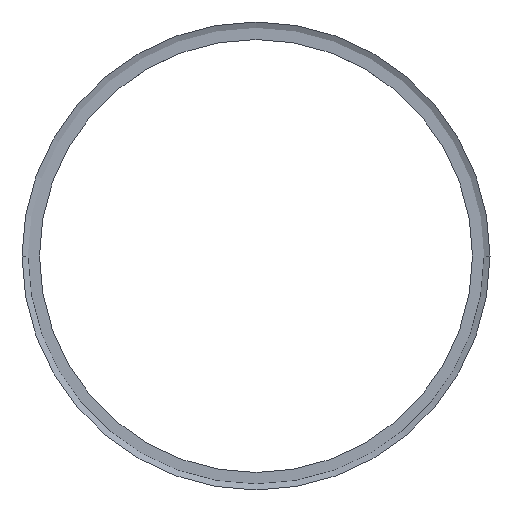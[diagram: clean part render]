
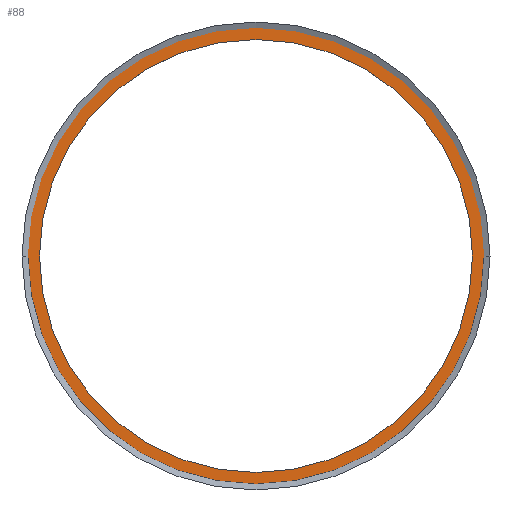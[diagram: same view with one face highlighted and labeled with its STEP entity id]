
A CAD part, top view. The second image highlights one B-rep face of the part: STEP entity #88.
In plain terms, the highlighted planar face has unit normal (0, 0, 1).
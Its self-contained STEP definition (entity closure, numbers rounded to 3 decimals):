
#1 = VERTEX_POINT ( 'NONE', #155 ) ;
#3 = AXIS2_PLACEMENT_3D ( 'NONE', #71, #281, #280 ) ;
#10 = DIRECTION ( 'NONE',  ( 0., 0., 1. ) ) ;
#24 = ORIENTED_EDGE ( 'NONE', *, *, #85, .F. ) ;
#34 = AXIS2_PLACEMENT_3D ( 'NONE', #79, #157, #268 ) ;
#51 = CIRCLE ( 'NONE', #34, 83.505 ) ;
#62 = AXIS2_PLACEMENT_3D ( 'NONE', #178, #72, #263 ) ;
#66 = CARTESIAN_POINT ( 'NONE',  ( -83.505, 0., -1. ) ) ;
#71 = CARTESIAN_POINT ( 'NONE',  ( 0., 0., -1. ) ) ;
#72 = DIRECTION ( 'NONE',  ( 0., 0., -1. ) ) ;
#76 = FACE_OUTER_BOUND ( 'NONE', #100, .T. ) ;
#79 = CARTESIAN_POINT ( 'NONE',  ( 0., 0., -1. ) ) ;
#80 = VERTEX_POINT ( 'NONE', #277 ) ;
#85 = EDGE_CURVE ( 'NONE', #80, #207, #217, .T. ) ;
#86 = AXIS2_PLACEMENT_3D ( 'NONE', #116, #276, #143 ) ;
#88 = ADVANCED_FACE ( 'NONE', ( #210, #76 ), #221, .F. ) ;
#100 = EDGE_LOOP ( 'NONE', ( #124, #107 ) ) ;
#105 = ORIENTED_EDGE ( 'NONE', *, *, #196, .F. ) ;
#106 = CARTESIAN_POINT ( 'NONE',  ( 0., 0., -1. ) ) ;
#107 = ORIENTED_EDGE ( 'NONE', *, *, #119, .T. ) ;
#116 = CARTESIAN_POINT ( 'NONE',  ( 0., 0., -1. ) ) ;
#119 = EDGE_CURVE ( 'NONE', #236, #1, #266, .T. ) ;
#124 = ORIENTED_EDGE ( 'NONE', *, *, #152, .T. ) ;
#130 = DIRECTION ( 'NONE',  ( 1., 0., 0. ) ) ;
#143 = DIRECTION ( 'NONE',  ( 1., 0., 0. ) ) ;
#152 = EDGE_CURVE ( 'NONE', #1, #236, #51, .T. ) ;
#155 = CARTESIAN_POINT ( 'NONE',  ( 83.505, 0., -1. ) ) ;
#157 = DIRECTION ( 'NONE',  ( 0., 0., 1. ) ) ;
#160 = CIRCLE ( 'NONE', #86, 79.25 ) ;
#178 = CARTESIAN_POINT ( 'NONE',  ( -79.25, 0., -1. ) ) ;
#196 = EDGE_CURVE ( 'NONE', #207, #80, #160, .T. ) ;
#207 = VERTEX_POINT ( 'NONE', #213 ) ;
#210 = FACE_BOUND ( 'NONE', #227, .T. ) ;
#213 = CARTESIAN_POINT ( 'NONE',  ( -79.25, 0., -1. ) ) ;
#217 = CIRCLE ( 'NONE', #3, 79.25 ) ;
#221 = PLANE ( 'NONE',  #62 ) ;
#227 = EDGE_LOOP ( 'NONE', ( #24, #105 ) ) ;
#236 = VERTEX_POINT ( 'NONE', #66 ) ;
#263 = DIRECTION ( 'NONE',  ( -1., 0., 0. ) ) ;
#266 = CIRCLE ( 'NONE', #308, 83.505 ) ;
#268 = DIRECTION ( 'NONE',  ( 1., 0., 0. ) ) ;
#276 = DIRECTION ( 'NONE',  ( 0., 0., 1. ) ) ;
#277 = CARTESIAN_POINT ( 'NONE',  ( 79.25, 0., -1. ) ) ;
#280 = DIRECTION ( 'NONE',  ( 1., 0., 0. ) ) ;
#281 = DIRECTION ( 'NONE',  ( 0., 0., 1. ) ) ;
#308 = AXIS2_PLACEMENT_3D ( 'NONE', #106, #10, #130 ) ;
